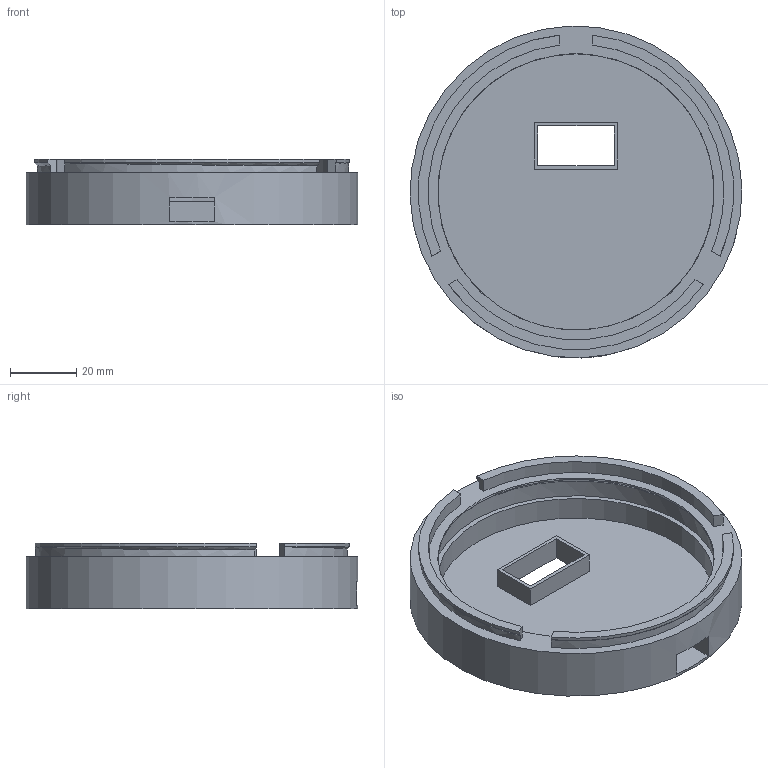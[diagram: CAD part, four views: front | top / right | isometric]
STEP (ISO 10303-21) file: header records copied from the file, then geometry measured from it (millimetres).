
FILE_DESCRIPTION(('FreeCAD Model'),'2;1');
FILE_NAME('Open CASCADE Shape Model','2025-09-10T21:33:23',(''),(''), 'Open CASCADE STEP processor 7.7','FreeCAD','Unknown');
FILE_SCHEMA(('AUTOMOTIVE_DESIGN { 1 0 10303 214 1 1 1 1 }'));
Length unit declared in the file: millimetre
Products named in the file (1): base
Bounding box: 100.37 x 100.37 x 19.76 mm (x, y, z)
Volume: 43268.5 mm3; surface area: 28241.4 mm2
Topology: 1 solids, 1 shells, 46 faces, 124 edges, 85 vertices
Faces by surface type: plane 29, cylinder 13, cone 4
Full cylindrical faces by diameter (mm): 83.56 x1, 86.56 x1, 100.42 x1
Entity records: 1594 total; most frequent: CARTESIAN_POINT 352, DIRECTION 265, ORIENTED_EDGE 248, EDGE_CURVE 124, AXIS2_PLACEMENT_3D 97, VERTEX_POINT 85, LINE 71, VECTOR 71
